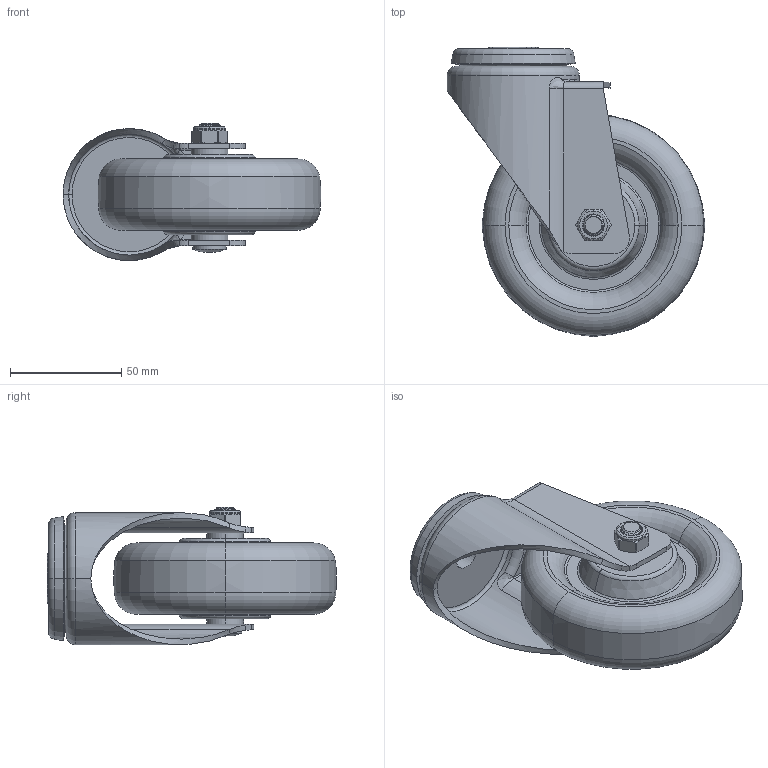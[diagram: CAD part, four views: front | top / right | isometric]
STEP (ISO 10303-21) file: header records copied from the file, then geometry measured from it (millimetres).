
FILE_DESCRIPTION((''),'2;1');
FILE_NAME('50174-504-86_ASM','2020-01-01T',('L'),(''),'PRO/ENGINEER BY PARAMETRIC TECHNOLOGY CORPORATION, 2010280','PRO/ENGINEER BY PARAMETRIC TECHNOLOGY CORPORATION, 2010280','');
FILE_SCHEMA(('CONFIG_CONTROL_DESIGN'));
Length unit declared in the file: millimetre
Products named in the file (5): 50174; 504-986; 570-33; 570-34; 50174-504-86_ASM
Assembly tree (4 placements, depth 2):
  50174-504-86_ASM
    50174
    504-986
    570-33
    570-34
Bounding box: 115.63 x 129.68 x 61.65 mm (x, y, z)
Volume: 263445.7 mm3; surface area: 58559.8 mm2
Topology: 4 solids, 4 shells, 212 faces, 489 edges, 295 vertices
Faces by surface type: cylinder 64, plane 45, torus 42, cone 32, bspline 27, sphere 2
Entity records: 10864 total; most frequent: CARTESIAN_POINT 6101, ORIENTED_EDGE 974, DIRECTION 967, EDGE_CURVE 487, AXIS2_PLACEMENT_3D 411, VERTEX_POINT 295, EDGE_LOOP 232, CIRCLE 217
